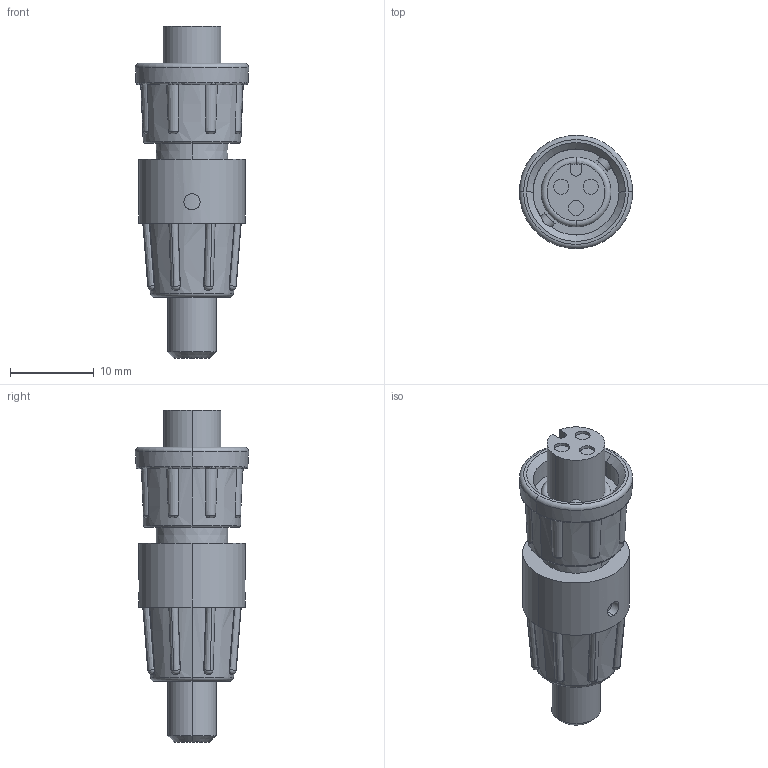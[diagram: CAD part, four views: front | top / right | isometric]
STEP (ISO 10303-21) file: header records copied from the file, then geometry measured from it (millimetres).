
FILE_DESCRIPTION (( 'STEP AP203' ), '1' );
FILE_NAME ('16282-3SG-315.STEP', '2012-12-28T15:42:03', ( '21FPBF1' ), ( 'Conxall' ), 'SwSTEP 2.0', 'SolidWorks 2012', '' );
FILE_SCHEMA (( 'CONFIG_CONTROL_DESIGN' ));
Length unit declared in the file: inch
Products named in the file (1): 16282-3SG-315
Bounding box: 13.51 x 13.51 x 39.57 mm (x, y, z)
Volume: 3156.8 mm3; surface area: 1939.6 mm2
Topology: 1 solids, 1 shells, 186 faces, 489 edges, 314 vertices
Faces by surface type: plane 57, cylinder 35, torus 29, cone 26, bspline 25, sphere 14
Entity records: 6985 total; most frequent: CARTESIAN_POINT 2580, ORIENTED_EDGE 960, DIRECTION 865, EDGE_CURVE 480, AXIS2_PLACEMENT_3D 375, VERTEX_POINT 308, CIRCLE 213, EDGE_LOOP 198
